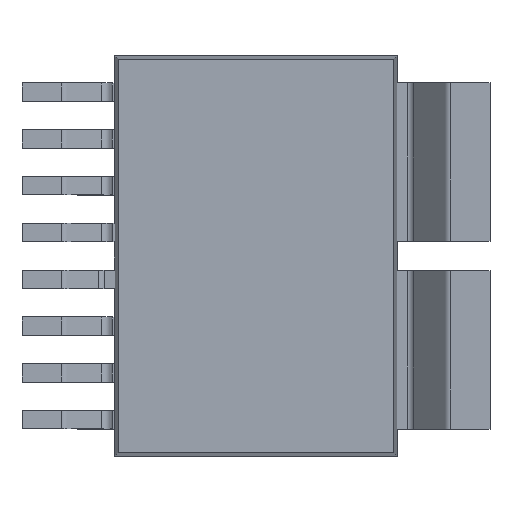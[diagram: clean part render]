
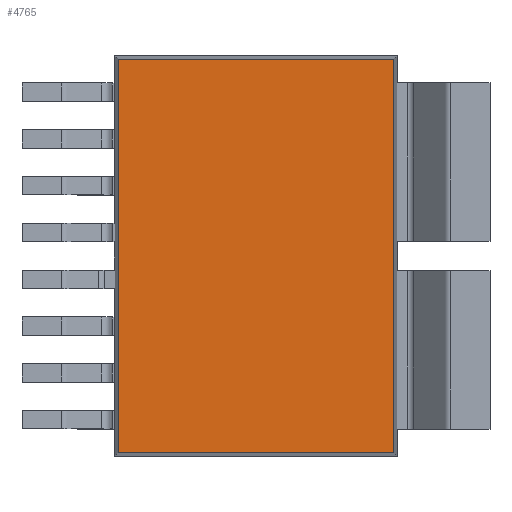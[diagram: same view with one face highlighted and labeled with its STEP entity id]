
A CAD part, top view. The second image highlights one B-rep face of the part: STEP entity #4765.
In plain terms, the highlighted planar face has unit normal (0, 0, 1).
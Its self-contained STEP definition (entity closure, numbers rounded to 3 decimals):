
#432=ORIENTED_EDGE('',*,*,#1386,.F.);
#433=ORIENTED_EDGE('',*,*,#1387,.F.);
#434=ORIENTED_EDGE('',*,*,#1388,.F.);
#435=ORIENTED_EDGE('',*,*,#1389,.F.);
#1386=EDGE_CURVE('',#1843,#1844,#2186,.T.);
#1387=EDGE_CURVE('',#1845,#1843,#2187,.T.);
#1388=EDGE_CURVE('',#1846,#1845,#2188,.T.);
#1389=EDGE_CURVE('',#1844,#1846,#2189,.T.);
#1843=VERTEX_POINT('',#6586);
#1844=VERTEX_POINT('',#6587);
#1845=VERTEX_POINT('',#6589);
#1846=VERTEX_POINT('',#6591);
#2186=LINE('',#6585,#2614);
#2187=LINE('',#6588,#2615);
#2188=LINE('',#6590,#2616);
#2189=LINE('',#6592,#2617);
#2614=VECTOR('',#5560,1000.);
#2615=VECTOR('',#5561,1000.);
#2616=VECTOR('',#5562,1000.);
#2617=VECTOR('',#5563,1000.);
#2930=EDGE_LOOP('',(#432,#433,#434,#435));
#3124=FACE_BOUND('',#2930,.T.);
#3296=PLANE('',#5000);
#4765=ADVANCED_FACE('',(#3124),#3296,.F.);
#5000=AXIS2_PLACEMENT_3D('',#6584,#5558,#5559);
#5558=DIRECTION('',(0.,0.,-1.));
#5559=DIRECTION('',(-1.,0.,0.));
#5560=DIRECTION('',(1.,0.,0.));
#5561=DIRECTION('',(0.,1.,0.));
#5562=DIRECTION('',(-1.,0.,0.));
#5563=DIRECTION('',(0.,-1.,0.));
#6584=CARTESIAN_POINT('',(0.,0.,1.125));
#6585=CARTESIAN_POINT('',(0.,5.341,1.125));
#6586=CARTESIAN_POINT('',(-3.741,5.341,1.125));
#6587=CARTESIAN_POINT('',(3.741,5.341,1.125));
#6588=CARTESIAN_POINT('',(-3.741,0.,1.125));
#6589=CARTESIAN_POINT('',(-3.741,-5.341,1.125));
#6590=CARTESIAN_POINT('',(0.,-5.341,1.125));
#6591=CARTESIAN_POINT('',(3.741,-5.341,1.125));
#6592=CARTESIAN_POINT('',(3.741,0.,1.125));
